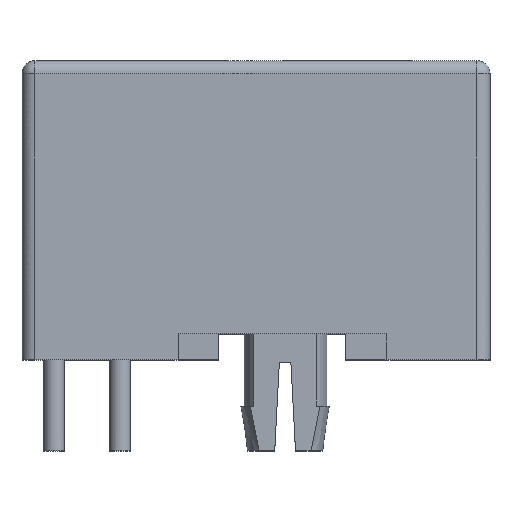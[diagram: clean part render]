
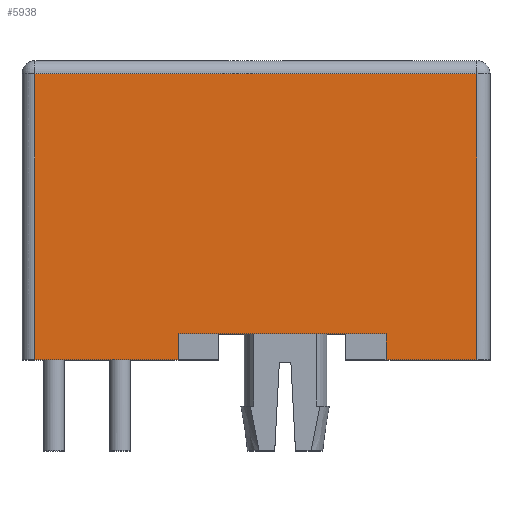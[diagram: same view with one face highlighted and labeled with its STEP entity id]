
A CAD part, top view. The second image highlights one B-rep face of the part: STEP entity #5938.
In plain terms, the highlighted planar face has unit normal (0, 0, 1).
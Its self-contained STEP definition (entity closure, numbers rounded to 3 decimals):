
#92=PLANE('',#6456);
#497=LINE('',#9297,#1137);
#499=LINE('',#9312,#1139);
#501=LINE('',#9315,#1141);
#515=LINE('',#9346,#1155);
#522=LINE('',#9360,#1162);
#523=LINE('',#9362,#1163);
#524=LINE('',#9364,#1164);
#525=LINE('',#9365,#1165);
#1137=VECTOR('',#7475,10.);
#1139=VECTOR('',#7493,10.);
#1141=VECTOR('',#7497,10.);
#1155=VECTOR('',#7519,10.);
#1162=VECTOR('',#7528,10.);
#1163=VECTOR('',#7529,10.);
#1164=VECTOR('',#7530,10.);
#1165=VECTOR('',#7531,10.);
#1769=FACE_OUTER_BOUND('',#2074,.T.);
#2074=EDGE_LOOP('',(#4611,#4612,#4613,#4614,#4615,#4616,#4617,#4618));
#2776=VERTEX_POINT('',#9287);
#2778=VERTEX_POINT('',#9293);
#2782=VERTEX_POINT('',#9305);
#2784=VERTEX_POINT('',#9310);
#2797=VERTEX_POINT('',#9345);
#2803=VERTEX_POINT('',#9359);
#2804=VERTEX_POINT('',#9361);
#2805=VERTEX_POINT('',#9363);
#3459=EDGE_CURVE('',#2776,#2778,#497,.T.);
#3466=EDGE_CURVE('',#2784,#2782,#499,.T.);
#3468=EDGE_CURVE('',#2782,#2776,#501,.T.);
#3483=EDGE_CURVE('',#2797,#2778,#515,.T.);
#3490=EDGE_CURVE('',#2784,#2803,#522,.T.);
#3491=EDGE_CURVE('',#2803,#2804,#523,.T.);
#3492=EDGE_CURVE('',#2804,#2805,#524,.T.);
#3493=EDGE_CURVE('',#2805,#2797,#525,.T.);
#4611=ORIENTED_EDGE('',*,*,#3459,.F.);
#4612=ORIENTED_EDGE('',*,*,#3468,.F.);
#4613=ORIENTED_EDGE('',*,*,#3466,.F.);
#4614=ORIENTED_EDGE('',*,*,#3490,.T.);
#4615=ORIENTED_EDGE('',*,*,#3491,.T.);
#4616=ORIENTED_EDGE('',*,*,#3492,.T.);
#4617=ORIENTED_EDGE('',*,*,#3493,.T.);
#4618=ORIENTED_EDGE('',*,*,#3483,.T.);
#5938=ADVANCED_FACE('',(#1769),#92,.T.);
#6456=AXIS2_PLACEMENT_3D('',#9358,#7526,#7527);
#7475=DIRECTION('',(0.,-1.,0.));
#7493=DIRECTION('',(0.,1.,0.));
#7497=DIRECTION('',(1.,0.,0.));
#7519=DIRECTION('',(1.,0.,0.));
#7526=DIRECTION('center_axis',(0.,0.,1.));
#7527=DIRECTION('ref_axis',(1.,0.,0.));
#7528=DIRECTION('',(1.,0.,0.));
#7529=DIRECTION('',(0.,1.,0.));
#7530=DIRECTION('',(1.,0.,0.));
#7531=DIRECTION('',(0.,-1.,0.));
#9287=CARTESIAN_POINT('',(17.5,11.,0.));
#9293=CARTESIAN_POINT('',(17.5,0.,0.));
#9297=CARTESIAN_POINT('',(17.5,0.,0.));
#9305=CARTESIAN_POINT('',(0.5,11.,0.));
#9310=CARTESIAN_POINT('',(0.5,0.,0.));
#9312=CARTESIAN_POINT('',(0.5,0.,0.));
#9315=CARTESIAN_POINT('',(4.5,11.,0.));
#9345=CARTESIAN_POINT('',(14.,0.,0.));
#9346=CARTESIAN_POINT('',(0.,0.,0.));
#9358=CARTESIAN_POINT('Origin',(0.,0.,0.));
#9359=CARTESIAN_POINT('',(6.,0.,0.));
#9360=CARTESIAN_POINT('',(0.,0.,0.));
#9361=CARTESIAN_POINT('',(6.,1.,0.));
#9362=CARTESIAN_POINT('',(6.,0.,0.));
#9363=CARTESIAN_POINT('',(14.,1.,0.));
#9364=CARTESIAN_POINT('',(6.,1.,0.));
#9365=CARTESIAN_POINT('',(14.,0.,0.));
